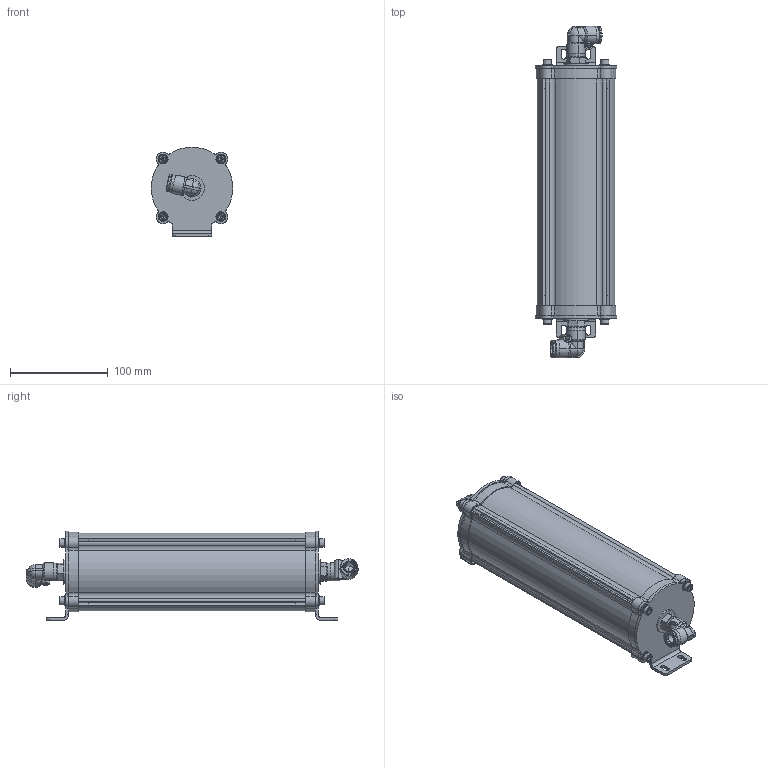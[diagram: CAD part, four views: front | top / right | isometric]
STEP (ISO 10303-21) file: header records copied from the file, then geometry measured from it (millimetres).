
FILE_DESCRIPTION(('FreeCAD Model'),'2;1');
FILE_NAME('Open CASCADE Shape Model','2021-09-03T18:15:27',( 'Anool Mahidharia'),('WyoLum'),'Open CASCADE STEP processor 7.4', 'FreeCAD','Unknown');
FILE_SCHEMA(('CONFIG_CONTROL_DESIGN','SHAPE_APPEARANCE_LAYER_MIM'));
Length unit declared in the file: millimetre
Products named in the file (8): surge_tank_assembly_v31; sieve_body; screws; gasket_(Mirror_#4); gasket; Fusion015; Fusion016; screws001
Assembly tree (7 placements, depth 2):
  surge_tank_assembly_v31
    sieve_body
    screws
    gasket_(Mirror_#4)
    gasket
    Fusion015
    Fusion016
    screws001
Bounding box: 83.31 x 340.2 x 91.66 mm (x, y, z)
Volume: 258984 mm3; surface area: 218856.6 mm2
Topology: 21 solids, 21 shells, 951 faces, 2373 edges, 1526 vertices
Faces by surface type: plane 356, cylinder 325, cone 110, bspline 100, revolution 16, sphere 16, offset 16, torus 12
Full cylindrical faces by diameter (mm): 4.2 x8, 5 x16, 5.3 x8, 5.9 x8, 8.5 x8, 10 x8, 25.4 x4, 72.6 x2, 74.6 x2, 75 x1
Entity records: 38269 total; most frequent: CARTESIAN_POINT 12232, ORIENTED_EDGE 4722, DIRECTION 4181, EDGE_CURVE 2361, AXIS2_PLACEMENT_3D 1661, VERTEX_POINT 1526, FACE_BOUND 1091, EDGE_LOOP 1091
